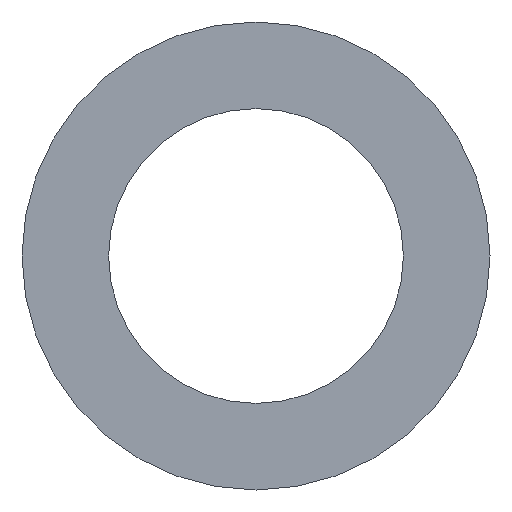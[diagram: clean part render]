
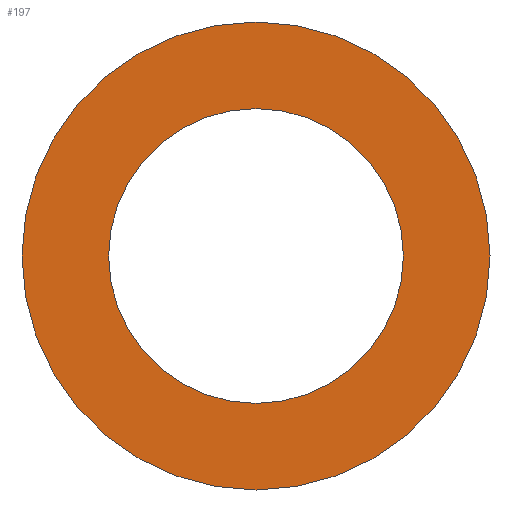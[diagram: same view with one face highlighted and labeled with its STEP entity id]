
A CAD part, front view. The second image highlights one B-rep face of the part: STEP entity #197.
In plain terms, the highlighted planar face has unit normal (0, -1, 0).
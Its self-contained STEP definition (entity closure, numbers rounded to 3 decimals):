
#3 = EDGE_LOOP ( 'NONE', ( #75, #4 ) ) ;
#4 = ORIENTED_EDGE ( 'NONE', *, *, #246, .T. ) ;
#15 = CIRCLE ( 'NONE', #241, 25.4 ) ;
#40 = ORIENTED_EDGE ( 'NONE', *, *, #209, .F. ) ;
#46 = CIRCLE ( 'NONE', #229, 16. ) ;
#47 = CIRCLE ( 'NONE', #236, 16. ) ;
#54 = CIRCLE ( 'NONE', #214, 25.4 ) ;
#74 = FACE_OUTER_BOUND ( 'NONE', #78, .T. ) ;
#75 = ORIENTED_EDGE ( 'NONE', *, *, #242, .T. ) ;
#76 = FACE_BOUND ( 'NONE', #3, .T. ) ;
#78 = EDGE_LOOP ( 'NONE', ( #40, #80 ) ) ;
#80 = ORIENTED_EDGE ( 'NONE', *, *, #230, .F. ) ;
#102 = VERTEX_POINT ( 'NONE', #114 ) ;
#103 = CARTESIAN_POINT ( 'NONE',  ( 0., 0., -16. ) ) ;
#106 = VERTEX_POINT ( 'NONE', #103 ) ;
#109 = VERTEX_POINT ( 'NONE', #113 ) ;
#113 = CARTESIAN_POINT ( 'NONE',  ( 0., 0., 25.4 ) ) ;
#114 = CARTESIAN_POINT ( 'NONE',  ( 0., 0., 16. ) ) ;
#116 = VERTEX_POINT ( 'NONE', #117 ) ;
#117 = CARTESIAN_POINT ( 'NONE',  ( 0., 0., -25.4 ) ) ;
#119 = CARTESIAN_POINT ( 'NONE',  ( 0., 0., 0. ) ) ;
#120 = PLANE ( 'NONE',  #206 ) ;
#123 = DIRECTION ( 'NONE',  ( 0., 1., 0. ) ) ;
#124 = DIRECTION ( 'NONE',  ( 0., 0., 1. ) ) ;
#143 = CARTESIAN_POINT ( 'NONE',  ( 0., 0., 0. ) ) ;
#144 = DIRECTION ( 'NONE',  ( 0., 1., 0. ) ) ;
#145 = DIRECTION ( 'NONE',  ( 0., 0., 1. ) ) ;
#146 = CARTESIAN_POINT ( 'NONE',  ( 0., 0., 0. ) ) ;
#149 = DIRECTION ( 'NONE',  ( 0., 1., 0. ) ) ;
#150 = DIRECTION ( 'NONE',  ( 0., 0., 1. ) ) ;
#159 = CARTESIAN_POINT ( 'NONE',  ( 0., 0., 0. ) ) ;
#160 = DIRECTION ( 'NONE',  ( 0., 1., 0. ) ) ;
#161 = DIRECTION ( 'NONE',  ( 0., 0., 1. ) ) ;
#162 = CARTESIAN_POINT ( 'NONE',  ( 0., 0., 0. ) ) ;
#164 = DIRECTION ( 'NONE',  ( 0., 1., 0. ) ) ;
#165 = DIRECTION ( 'NONE',  ( 0., 0., 1. ) ) ;
#197 = ADVANCED_FACE ( 'NONE', ( #76, #74 ), #120, .F. ) ;
#206 = AXIS2_PLACEMENT_3D ( 'NONE', #119, #123, #124 ) ;
#209 = EDGE_CURVE ( 'NONE', #116, #109, #54, .T. ) ;
#214 = AXIS2_PLACEMENT_3D ( 'NONE', #143, #144, #145 ) ;
#229 = AXIS2_PLACEMENT_3D ( 'NONE', #162, #164, #165 ) ;
#230 = EDGE_CURVE ( 'NONE', #109, #116, #15, .T. ) ;
#236 = AXIS2_PLACEMENT_3D ( 'NONE', #159, #160, #161 ) ;
#241 = AXIS2_PLACEMENT_3D ( 'NONE', #146, #149, #150 ) ;
#242 = EDGE_CURVE ( 'NONE', #102, #106, #47, .T. ) ;
#246 = EDGE_CURVE ( 'NONE', #106, #102, #46, .T. ) ;
